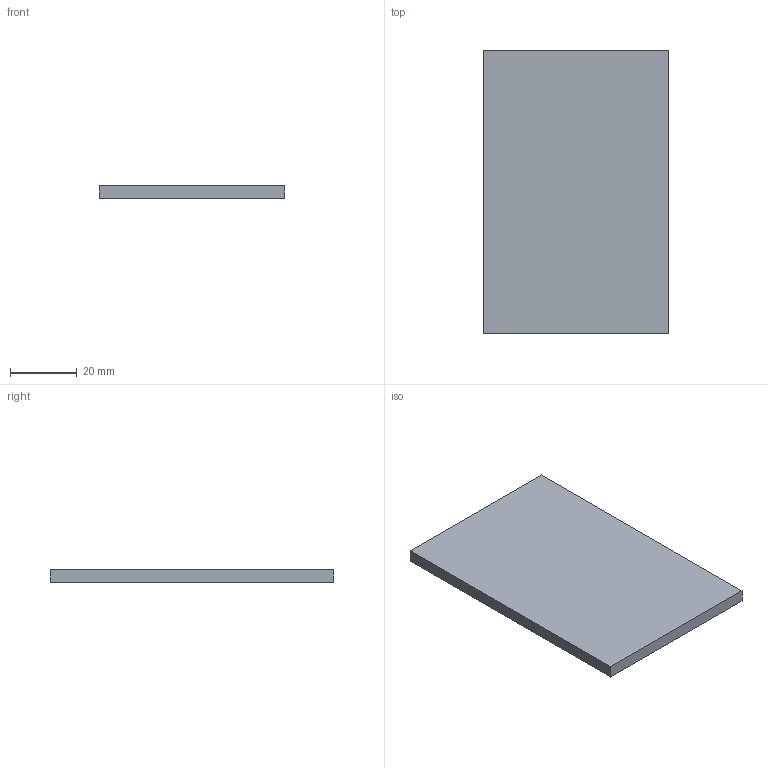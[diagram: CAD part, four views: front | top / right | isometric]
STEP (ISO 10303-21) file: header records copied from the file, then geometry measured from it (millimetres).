
FILE_DESCRIPTION(('FreeCAD Model'),'2;1');
FILE_NAME( '3.5_TFT_TOUCHSCREEN001.step', '2018-07-15T14:05:00',('Author'),(''), 'Open CASCADE STEP processor 6.8','FreeCAD','Unknown');
FILE_SCHEMA(('AUTOMOTIVE_DESIGN_CC2 { 1 2 10303 214 -1 1 5 4 }'));
Length unit declared in the file: millimetre
Products named in the file (2): ASSEMBLY; 3.5_TFT_TOUCHSCREEN001
Assembly tree (1 placements, depth 2):
  ASSEMBLY
    3.5_TFT_TOUCHSCREEN001
Bounding box: 55.88 x 85.34 x 3.81 mm (x, y, z)
Volume: 18168.3 mm3; surface area: 10615.2 mm2
Topology: 1 solids, 1 shells, 115 faces, 288 edges, 192 vertices
Faces by surface type: plane 88, extrusion 27
Entity records: 12172 total; most frequent: CARTESIAN_POINT 6490, ORIENTED_EDGE 576, PCURVE 576, DEFINITIONAL_REPRESENTATION 576, B_SPLINE_CURVE_WITH_KNOTS 571, DIRECTION 527, VECTOR 347, LINE 320
